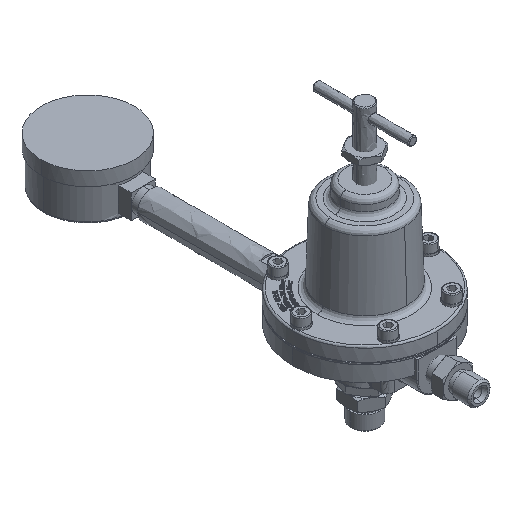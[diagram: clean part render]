
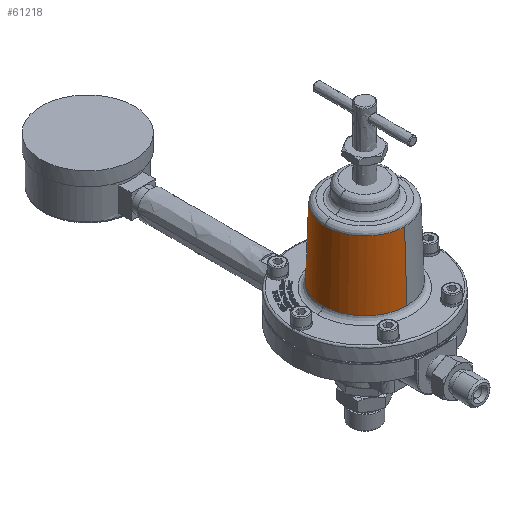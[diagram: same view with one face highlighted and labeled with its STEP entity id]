
A CAD part, isometric view. The second image highlights one B-rep face of the part: STEP entity #61218.
In plain terms, the highlighted free-form (B-spline) face has degree [1, 3] with [2, 7] control points.
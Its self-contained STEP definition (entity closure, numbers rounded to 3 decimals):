
#184 = CARTESIAN_POINT ( 'NONE',  ( 11.9, 0., 24.403 ) ) ;
#599 =( BOUNDED_CURVE ( )  B_SPLINE_CURVE ( 3, ( #26668, #9262, #67444, #66715 ),
 .UNSPECIFIED., .F., .F. ) 
 B_SPLINE_CURVE_WITH_KNOTS ( ( 4, 4 ),
 ( -1.571, 0. ),
 .UNSPECIFIED. ) 
 CURVE ( )  GEOMETRIC_REPRESENTATION_ITEM ( )  RATIONAL_B_SPLINE_CURVE ( ( 1., 0.805, 0.805, 1. ) ) 
 REPRESENTATION_ITEM ( '' )  );
#2672 = ORIENTED_EDGE ( 'NONE', *, *, #39423, .F. ) ;
#4267 = CARTESIAN_POINT ( 'NONE',  ( 51.1, -23.097, 13.53 ) ) ;
#4637 = CARTESIAN_POINT ( 'NONE',  ( 11.9, 24.403, 0. ) ) ;
#5935 = CARTESIAN_POINT ( 'NONE',  ( 11.9, 24.403, 0. ) ) ;
#5984 = VERTEX_POINT ( 'NONE', #34920 ) ;
#7306 = ORIENTED_EDGE ( 'NONE', *, *, #11248, .T. ) ;
#7357 = EDGE_CURVE ( 'NONE', #40082, #5984, #13076, .T. ) ;
#8008 = ORIENTED_EDGE ( 'NONE', *, *, #11446, .T. ) ;
#8816 = CARTESIAN_POINT ( 'NONE',  ( 51.1, -23.097, 0. ) ) ;
#9262 = CARTESIAN_POINT ( 'NONE',  ( 11.9, -14.295, 24.403 ) ) ;
#10278 = CARTESIAN_POINT ( 'NONE',  ( 11.9, 0., 24.403 ) ) ;
#11248 = EDGE_CURVE ( 'NONE', #16985, #14339, #599, .T. ) ;
#11446 = EDGE_CURVE ( 'NONE', #36243, #16985, #39687, .T. ) ;
#11816 = EDGE_CURVE ( 'NONE', #5984, #14339, #48835, .T. ) ;
#13076 =( BOUNDED_CURVE ( )  B_SPLINE_CURVE ( 3, ( #72076, #20720, #44476, #20349 ),
 .UNSPECIFIED., .F., .F. ) 
 B_SPLINE_CURVE_WITH_KNOTS ( ( 4, 4 ),
 ( 0., 1.571 ),
 .UNSPECIFIED. ) 
 CURVE ( )  GEOMETRIC_REPRESENTATION_ITEM ( )  RATIONAL_B_SPLINE_CURVE ( ( 0.958, 0.638, 0.479, 0.479 ) ) 
 REPRESENTATION_ITEM ( '' )  );
#14339 = VERTEX_POINT ( 'NONE', #41562 ) ;
#15977 = CARTESIAN_POINT ( 'NONE',  ( 11.9, -24.403, 0. ) ) ;
#16985 = VERTEX_POINT ( 'NONE', #65063 ) ;
#17227 = B_SPLINE_CURVE_WITH_KNOTS ( 'NONE', 1,
 ( #5935, #28987 ),
 .UNSPECIFIED., .F., .F.,
 ( 2, 2 ),
 ( -1., 0. ),
 .UNSPECIFIED. ) ;
#17947 = CARTESIAN_POINT ( 'NONE',  ( 11.9, 24.403, 0. ) ) ;
#20349 = CARTESIAN_POINT ( 'NONE',  ( 51.1, -23.097, 0. ) ) ;
#20708 = VERTEX_POINT ( 'NONE', #28110 ) ;
#20720 = CARTESIAN_POINT ( 'NONE',  ( 51.1, -11.548, 23.097 ) ) ;
#22374 = CARTESIAN_POINT ( 'NONE',  ( 51.1, -13.53, 23.097 ) ) ;
#26222 = CARTESIAN_POINT ( 'NONE',  ( 11.9, -24.403, 0. ) ) ;
#26668 = CARTESIAN_POINT ( 'NONE',  ( 11.9, 0., 24.403 ) ) ;
#27297 = CARTESIAN_POINT ( 'NONE',  ( 51.1, 0., 23.097 ) ) ;
#28069 = ORIENTED_EDGE ( 'NONE', *, *, #7357, .F. ) ;
#28110 = CARTESIAN_POINT ( 'NONE',  ( 51.1, 23.097, 0. ) ) ;
#28166 = CARTESIAN_POINT ( 'NONE',  ( 51.1, 11.548, 23.097 ) ) ;
#28987 = CARTESIAN_POINT ( 'NONE',  ( 51.1, 23.097, 0. ) ) ;
#33340 = CARTESIAN_POINT ( 'NONE',  ( 11.9, 14.295, 24.403 ) ) ;
#33766 = EDGE_LOOP ( 'NONE', ( #51338, #8008, #7306, #48329, #28069, #2672 ) ) ;
#34920 = CARTESIAN_POINT ( 'NONE',  ( 51.1, -23.097, 0. ) ) ;
#36243 = VERTEX_POINT ( 'NONE', #46503 ) ;
#39007 = CARTESIAN_POINT ( 'NONE',  ( 11.9, -24.403, 14.295 ) ) ;
#39423 = EDGE_CURVE ( 'NONE', #20708, #40082, #56387, .T. ) ;
#39687 =( BOUNDED_CURVE ( )  B_SPLINE_CURVE ( 3, ( #17947, #51891, #45523, #184 ),
 .UNSPECIFIED., .F., .F. ) 
 B_SPLINE_CURVE_WITH_KNOTS ( ( 4, 4 ),
 ( -1.571, 0. ),
 .UNSPECIFIED. ) 
 CURVE ( )  GEOMETRIC_REPRESENTATION_ITEM ( )  RATIONAL_B_SPLINE_CURVE ( ( 1., 0.805, 0.805, 1. ) ) 
 REPRESENTATION_ITEM ( '' )  );
#40082 = VERTEX_POINT ( 'NONE', #41079 ) ;
#40616 = CARTESIAN_POINT ( 'NONE',  ( 51.1, 0., 23.097 ) ) ;
#41079 = CARTESIAN_POINT ( 'NONE',  ( 51.1, 0., 23.097 ) ) ;
#41562 = CARTESIAN_POINT ( 'NONE',  ( 11.9, -24.403, 0. ) ) ;
#43313 =( BOUNDED_SURFACE ( )  B_SPLINE_SURFACE ( 1, 3, ( 
 ( #55973, #4267, #22374, #27297, #44665, #74476, #67712 ),
 ( #15977, #39007, #62040, #10278, #33340, #56341, #4637 ) ),
 .UNSPECIFIED., .F., .F., .F. ) 
 B_SPLINE_SURFACE_WITH_KNOTS ( ( 2, 2 ),
 ( 4, 3, 4 ),
 ( 0., 1. ),
 ( 0., 0.5, 1. ),
 .UNSPECIFIED. ) 
 GEOMETRIC_REPRESENTATION_ITEM ( )  RATIONAL_B_SPLINE_SURFACE ( (
 ( 1., 0.805, 0.805, 1., 0.805, 0.805, 1.),
 ( 1., 0.805, 0.805, 1., 0.805, 0.805, 1.) ) ) 
 REPRESENTATION_ITEM ( '' )  SURFACE ( )  );
#44476 = CARTESIAN_POINT ( 'NONE',  ( 51.1, -23.097, 15.398 ) ) ;
#44665 = CARTESIAN_POINT ( 'NONE',  ( 51.1, 13.53, 23.097 ) ) ;
#45523 = CARTESIAN_POINT ( 'NONE',  ( 11.9, 14.295, 24.403 ) ) ;
#46503 = CARTESIAN_POINT ( 'NONE',  ( 11.9, 24.403, 0. ) ) ;
#48329 = ORIENTED_EDGE ( 'NONE', *, *, #11816, .F. ) ;
#48835 = B_SPLINE_CURVE_WITH_KNOTS ( 'NONE', 1,
 ( #8816, #26222 ),
 .UNSPECIFIED., .F., .F.,
 ( 2, 2 ),
 ( -1., 0. ),
 .UNSPECIFIED. ) ;
#51338 = ORIENTED_EDGE ( 'NONE', *, *, #51921, .F. ) ;
#51891 = CARTESIAN_POINT ( 'NONE',  ( 11.9, 24.403, 14.295 ) ) ;
#51921 = EDGE_CURVE ( 'NONE', #36243, #20708, #17227, .T. ) ;
#55973 = CARTESIAN_POINT ( 'NONE',  ( 51.1, -23.097, 0. ) ) ;
#56341 = CARTESIAN_POINT ( 'NONE',  ( 11.9, 24.403, 14.295 ) ) ;
#56387 =( BOUNDED_CURVE ( )  B_SPLINE_CURVE ( 3, ( #62912, #63284, #28166, #40616 ),
 .UNSPECIFIED., .F., .F. ) 
 B_SPLINE_CURVE_WITH_KNOTS ( ( 4, 4 ),
 ( 0., 1.571 ),
 .UNSPECIFIED. ) 
 CURVE ( )  GEOMETRIC_REPRESENTATION_ITEM ( )  RATIONAL_B_SPLINE_CURVE ( ( 0.479, 0.479, 0.638, 0.958 ) ) 
 REPRESENTATION_ITEM ( '' )  );
#61218 = ADVANCED_FACE ( 'NONE', ( #61664 ), #43313, .F. ) ;
#61664 = FACE_OUTER_BOUND ( 'NONE', #33766, .T. ) ;
#62040 = CARTESIAN_POINT ( 'NONE',  ( 11.9, -14.295, 24.403 ) ) ;
#62912 = CARTESIAN_POINT ( 'NONE',  ( 51.1, 23.097, 0. ) ) ;
#63284 = CARTESIAN_POINT ( 'NONE',  ( 51.1, 23.097, 15.398 ) ) ;
#65063 = CARTESIAN_POINT ( 'NONE',  ( 11.9, 0., 24.403 ) ) ;
#66715 = CARTESIAN_POINT ( 'NONE',  ( 11.9, -24.403, 0. ) ) ;
#67444 = CARTESIAN_POINT ( 'NONE',  ( 11.9, -24.403, 14.295 ) ) ;
#67712 = CARTESIAN_POINT ( 'NONE',  ( 51.1, 23.097, 0. ) ) ;
#72076 = CARTESIAN_POINT ( 'NONE',  ( 51.1, 0., 23.097 ) ) ;
#74476 = CARTESIAN_POINT ( 'NONE',  ( 51.1, 23.097, 13.53 ) ) ;
